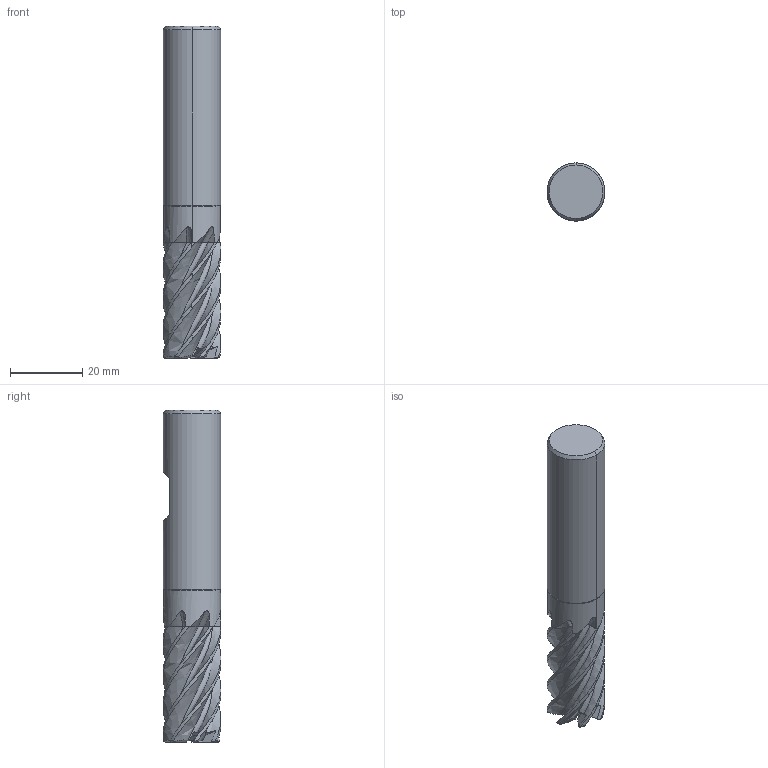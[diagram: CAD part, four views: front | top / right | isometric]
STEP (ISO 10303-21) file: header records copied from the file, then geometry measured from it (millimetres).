
FILE_DESCRIPTION(('no description'),'unknown implementation level');
FILE_NAME('EXPK1-M03-0204-16_0_5-Detail.stp',' ',('CIMSOURCE GmbH'),('CADClick - KiM GmbH - www.kimweb.de'),'unknown preprocess','ACIS','unknown authorization');
FILE_SCHEMA(('automotive_design'));
Length unit declared in the file: millimetre
Products named in the file (2): NOCUT; CUT
Bounding box: 16 x 16 x 92 mm (x, y, z)
Volume: 15653.5 mm3; surface area: 7497.5 mm2
Topology: 2 solids, 2 shells, 220 faces, 623 edges, 405 vertices
Faces by surface type: plane 103, bspline 56, cone 23, revolution 21, cylinder 10, torus 7
Entity records: 34792 total; most frequent: CARTESIAN_POINT 22734, STYLED_ITEM 1250, PRESENTATION_STYLE_ASSIGNMENT 1250, COLOUR_RGB 1250, ORIENTED_EDGE 1246, DIRECTION 833, EDGE_CURVE 623, CURVE_STYLE 623
